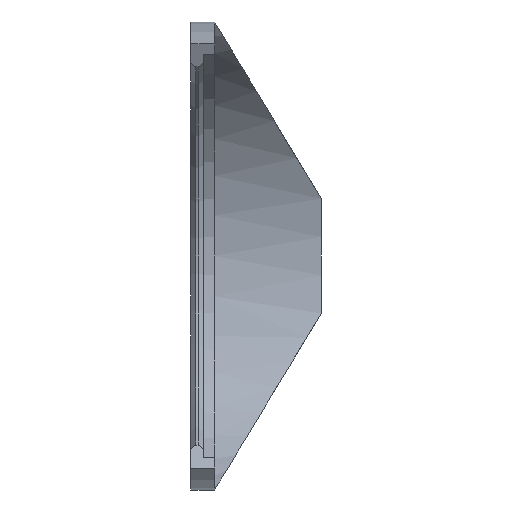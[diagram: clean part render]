
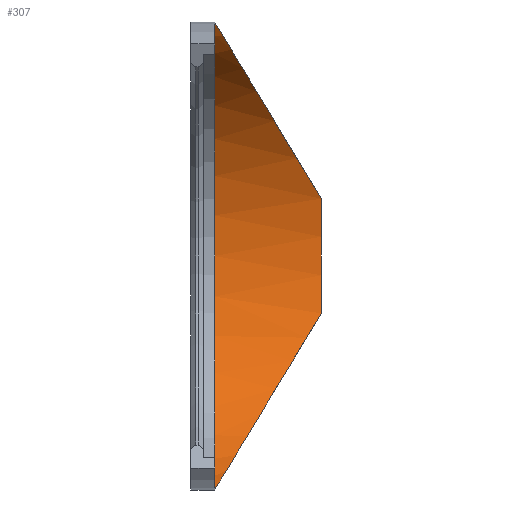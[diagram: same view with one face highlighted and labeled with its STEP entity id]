
A CAD part, left-side view. The second image highlights one B-rep face of the part: STEP entity #307.
In plain terms, the highlighted cylindrical face has radius 39.107 mm (diameter 78.214 mm), a partial arc.
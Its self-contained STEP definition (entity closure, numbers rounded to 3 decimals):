
#17=CYLINDRICAL_SURFACE('',#341,39.107);
#22=ELLIPSE('',#339,45.688,39.107);
#23=ELLIPSE('',#343,45.688,39.107);
#24=CIRCLE('',#337,39.107);
#25=CIRCLE('',#342,39.107);
#40=FACE_OUTER_BOUND('',#58,.T.);
#58=EDGE_LOOP('',(#222,#223,#224,#225));
#138=VERTEX_POINT('',#478);
#139=VERTEX_POINT('',#480);
#140=VERTEX_POINT('',#484);
#142=VERTEX_POINT('',#492);
#167=EDGE_CURVE('',#139,#138,#24,.T.);
#170=EDGE_CURVE('',#138,#140,#22,.T.);
#173=EDGE_CURVE('',#142,#140,#25,.T.);
#174=EDGE_CURVE('',#142,#139,#23,.T.);
#222=ORIENTED_EDGE('',*,*,#173,.F.);
#223=ORIENTED_EDGE('',*,*,#174,.T.);
#224=ORIENTED_EDGE('',*,*,#167,.T.);
#225=ORIENTED_EDGE('',*,*,#170,.T.);
#307=ADVANCED_FACE('',(#40),#17,.F.);
#337=AXIS2_PLACEMENT_3D('',#481,#380,#381);
#339=AXIS2_PLACEMENT_3D('',#486,#386,#387);
#341=AXIS2_PLACEMENT_3D('',#491,#392,#393);
#342=AXIS2_PLACEMENT_3D('',#493,#394,#395);
#343=AXIS2_PLACEMENT_3D('',#494,#396,#397);
#380=DIRECTION('center_axis',(0.,-1.,0.));
#381=DIRECTION('ref_axis',(1.,0.,0.));
#386=DIRECTION('center_axis',(0.,-0.856,0.517));
#387=DIRECTION('ref_axis',(0.,0.517,0.856));
#392=DIRECTION('center_axis',(0.,-1.,0.));
#393=DIRECTION('ref_axis',(1.,0.,0.));
#394=DIRECTION('center_axis',(0.,-1.,0.));
#395=DIRECTION('ref_axis',(1.,0.,0.));
#396=DIRECTION('center_axis',(0.,-0.856,
-0.517));
#397=DIRECTION('ref_axis',(0.,-0.517,0.856));
#478=CARTESIAN_POINT('',(37.913,-6.462,9.587));
#480=CARTESIAN_POINT('',(37.913,-6.462,-9.587));
#481=CARTESIAN_POINT('Origin',(0.,-6.462,0.));
#484=CARTESIAN_POINT('',(0.,11.37,39.107));
#486=CARTESIAN_POINT('Origin',(0.,-12.253,0.));
#491=CARTESIAN_POINT('Origin',(0.,-186.63,0.));
#492=CARTESIAN_POINT('',(0.,11.37,-39.107));
#493=CARTESIAN_POINT('Origin',(0.,11.37,0.));
#494=CARTESIAN_POINT('Origin',(0.,-12.253,0.));
